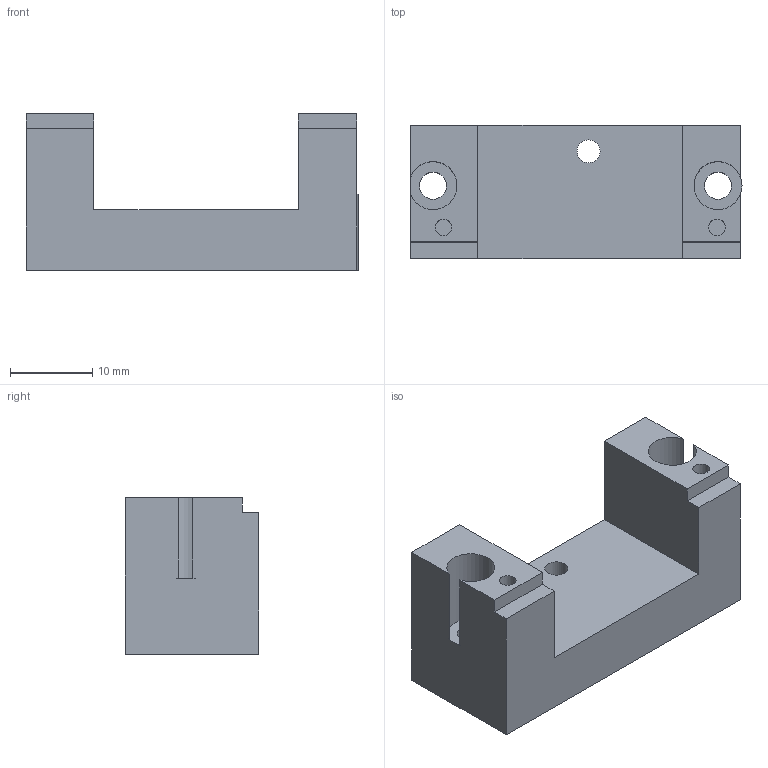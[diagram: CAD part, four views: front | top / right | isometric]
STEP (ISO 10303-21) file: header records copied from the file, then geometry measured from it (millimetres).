
FILE_DESCRIPTION(/* description */ (''),/* implementation_level */ '2;1');
FILE_NAME(/* name */ 'LRF Bracket Base_RevC v1.step',/* time_stamp */ '2023-02-07T19:43:33-06:00',/* author */ (''),/* organization */ (''),/* preprocessor_version */ 'ST-DEVELOPER v19.2',/* originating_system */ 'Autodesk Translation Framework v11.17.0.187',/* authorisation */ '');
FILE_SCHEMA (('AUTOMOTIVE_DESIGN { 1 0 10303 214 3 1 1 }'));
Length unit declared in the file: inch
Products named in the file (1): LRF Bracket Base_RevC
Bounding box: 40.39 x 16.26 x 19.05 mm (x, y, z)
Volume: 6899.7 mm3; surface area: 3813.5 mm2
Topology: 1 solids, 1 shells, 29 faces, 70 edges, 46 vertices
Faces by surface type: plane 20, cylinder 9
Full cylindrical faces by diameter (mm): 2.032 x2, 2.794 x1, 3.302 x2, 4.826 x1
Entity records: 893 total; most frequent: DIRECTION 148, CARTESIAN_POINT 146, ORIENTED_EDGE 140, EDGE_CURVE 70, LINE 52, VECTOR 52, AXIS2_PLACEMENT_3D 48, VERTEX_POINT 46
